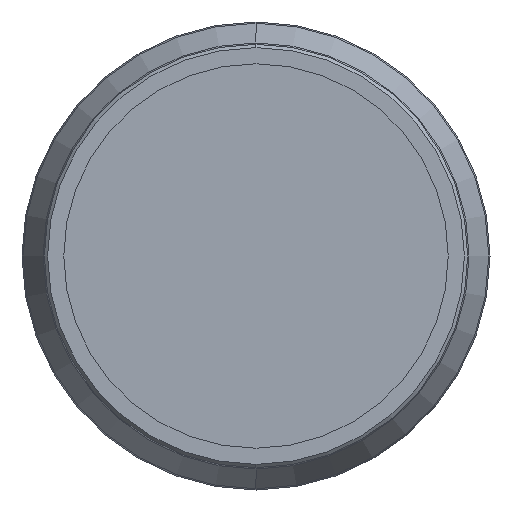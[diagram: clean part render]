
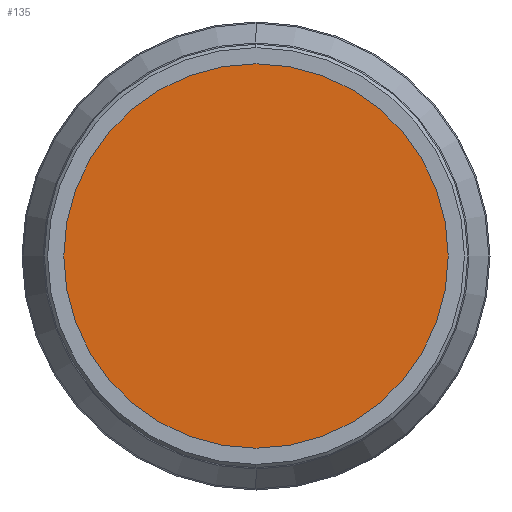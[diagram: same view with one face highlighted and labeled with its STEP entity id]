
A CAD part, left-side view. The second image highlights one B-rep face of the part: STEP entity #135.
In plain terms, the highlighted planar face has unit normal (-1, 0, 0).
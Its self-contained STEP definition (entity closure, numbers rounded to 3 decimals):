
#12 = DIRECTION ( 'NONE',  ( 0., 0., 1. ) ) ;
#14 = CARTESIAN_POINT ( 'NONE',  ( 2.5, 17.25, 0. ) ) ;
#18 = AXIS2_PLACEMENT_3D ( 'NONE', #95, #103, #698 ) ;
#57 = ORIENTED_EDGE ( 'NONE', *, *, #334, .T. ) ;
#95 = CARTESIAN_POINT ( 'NONE',  ( 2.5, 0., 0. ) ) ;
#103 = DIRECTION ( 'NONE',  ( -1., 0., 0. ) ) ;
#135 = ADVANCED_FACE ( 'NONE', ( #722 ), #675, .F. ) ;
#208 = CIRCLE ( 'NONE', #18, 17.25 ) ;
#224 = DIRECTION ( 'NONE',  ( 1., 0., 0. ) ) ;
#261 = ORIENTED_EDGE ( 'NONE', *, *, #873, .T. ) ;
#303 = AXIS2_PLACEMENT_3D ( 'NONE', #14, #224, #688 ) ;
#305 = DIRECTION ( 'NONE',  ( -1., 0., 0. ) ) ;
#334 = EDGE_CURVE ( 'NONE', #377, #613, #208, .T. ) ;
#347 = CIRCLE ( 'NONE', #714, 17.25 ) ;
#377 = VERTEX_POINT ( 'NONE', #535 ) ;
#535 = CARTESIAN_POINT ( 'NONE',  ( 2.5, 0., -17.25 ) ) ;
#542 = EDGE_LOOP ( 'NONE', ( #261, #57 ) ) ;
#613 = VERTEX_POINT ( 'NONE', #648 ) ;
#648 = CARTESIAN_POINT ( 'NONE',  ( 2.5, 0., 17.25 ) ) ;
#675 = PLANE ( 'NONE',  #303 ) ;
#688 = DIRECTION ( 'NONE',  ( 0., 0., -1. ) ) ;
#698 = DIRECTION ( 'NONE',  ( 0., 0., 1. ) ) ;
#714 = AXIS2_PLACEMENT_3D ( 'NONE', #833, #305, #12 ) ;
#722 = FACE_OUTER_BOUND ( 'NONE', #542, .T. ) ;
#833 = CARTESIAN_POINT ( 'NONE',  ( 2.5, 0., 0. ) ) ;
#873 = EDGE_CURVE ( 'NONE', #613, #377, #347, .T. ) ;
